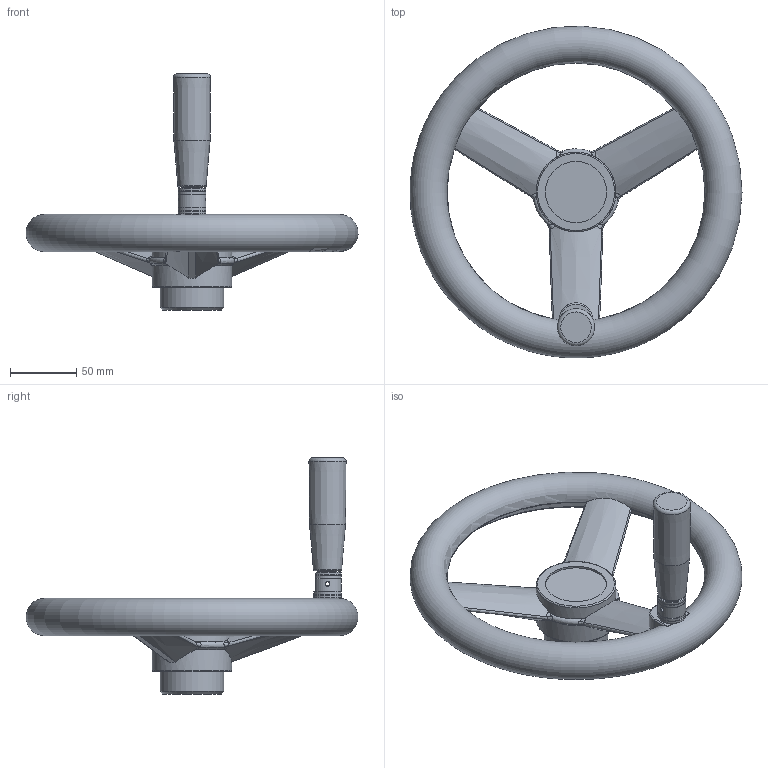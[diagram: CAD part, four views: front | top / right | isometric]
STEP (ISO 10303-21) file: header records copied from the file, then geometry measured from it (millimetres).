
FILE_DESCRIPTION( ( 'Unknown' ), '1' );
FILE_NAME( '6152025_VR250-MR.stp', 'Unknown', ( 'Unknown' ), ( 'Unknown' ), 'PSStep 10.0', 'Unknown', ' ' );
FILE_SCHEMA( ( 'automotive_design' ) );
Length unit declared in the file: millimetre
Products named in the file (2): 6152025
Bounding box: 249.9 x 249.74 x 177.76 mm (x, y, z)
Volume: 620484.2 mm3; surface area: 112353.7 mm2
Topology: 2 solids, 3 shells, 189 faces, 488 edges, 303 vertices
Faces by surface type: plane 60, cylinder 41, bspline 41, cone 27, torus 19, sphere 1
Full cylindrical faces by diameter (mm): 2.5 x1, 3.2 x2, 4.917 x1, 5.422 x1, 6 x1, 6.686 x1, 7.03 x1, 8 x1, 8.17 x1, 8.3 x1, 9.3 x1, 11.52 x1, 11.538 x1, 12 x2, 13.076 x1, 21 x2, 46 x1, 48 x1, 60 x2
Entity records: 12489 total; most frequent: CARTESIAN_POINT 7027, ORIENTED_EDGE 838, DIRECTION 699, EDGE_CURVE 419, AXIS2_PLACEMENT_3D 303, VERTEX_POINT 284, EDGE_LOOP 254, FACE_OUTER_BOUND 222
